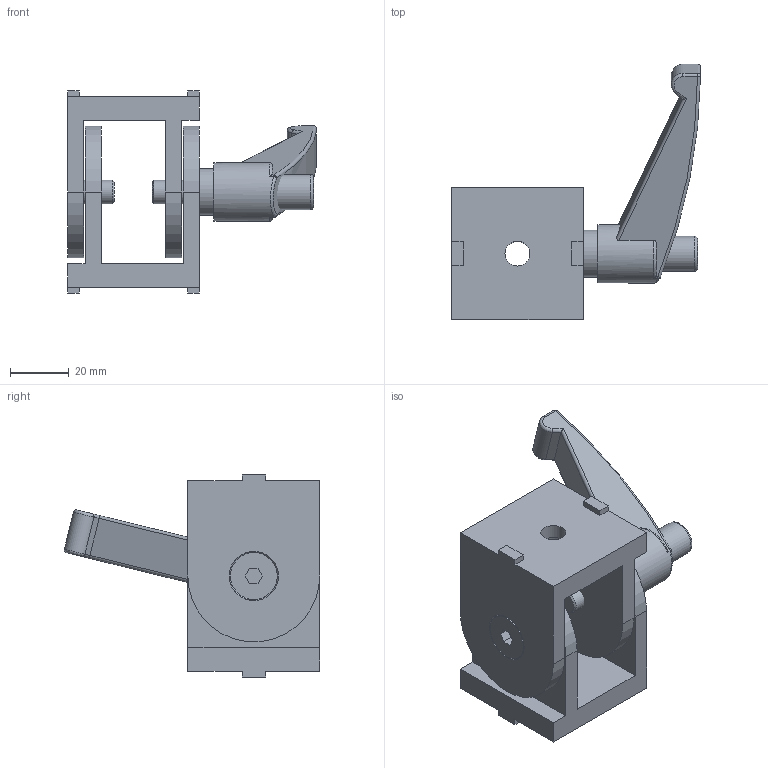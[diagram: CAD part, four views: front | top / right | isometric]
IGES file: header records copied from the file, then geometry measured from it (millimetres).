
Global section: file name: 324546.stp.ipt; native system: Autodesk Inventor 2014; preprocessor: unknown; author: zeman; date: 20151020.095936; units: millimetre
Bounding box: 84.99 x 87.2 x 69 mm (x, y, z)
Volume: 94026.8 mm3; surface area: 38234.5 mm2
Topology: 6 solids, 6 shells, 116 faces, 291 edges, 190 vertices
Faces by surface type: plane 63, revolution 22, cylinder 22, cone 4, sphere 4, bspline 1
Full cylindrical faces by diameter (mm): 8 x2, 12 x1, 16 x2, 16.4 x1, 20 x1
